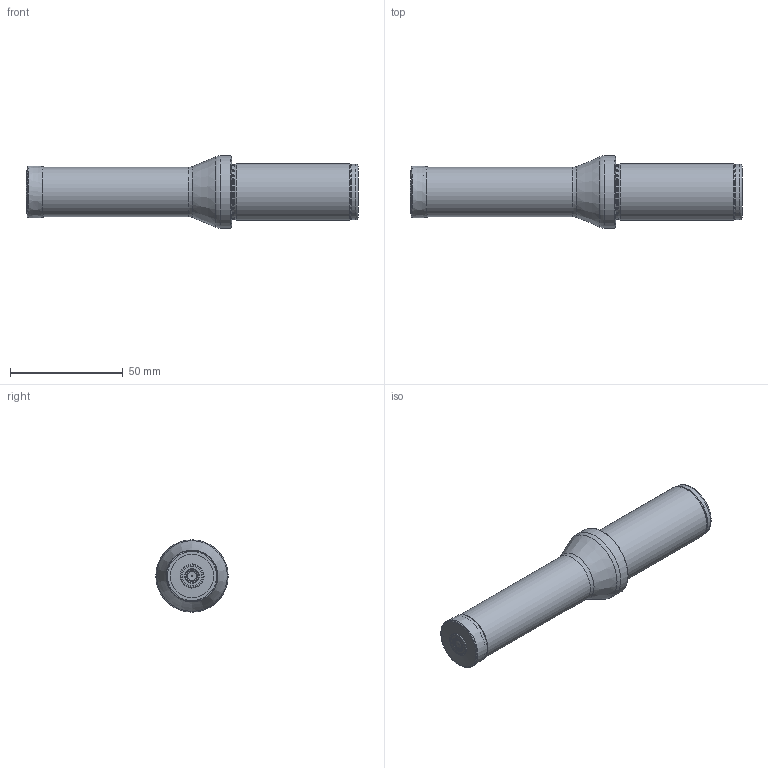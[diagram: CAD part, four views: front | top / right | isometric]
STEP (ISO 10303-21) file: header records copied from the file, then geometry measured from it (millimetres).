
FILE_DESCRIPTION(/* description */ (''),/* implementation_level */ '2;1');
FILE_NAME(/* name */ 'ATUM-23XD3-880-0403...stp',/* time_stamp */ '2023-11-29T01:22:43+03:00',/* author */ (''),/* organization */ (''),/* preprocessor_version */ 'ST-DEVELOPER v19.4',/* originating_system */ 'SIEMENS PLM Software NX2306.3001',/* authorisation */ '');
FILE_SCHEMA (('AUTOMOTIVE_DESIGN { 1 0 10303 214 3 1 1 1 }'));
Length unit declared in the file: millimetre
Products named in the file (1): STP_ATUM 23XD3 880-0403..
Bounding box: 146.99 x 32 x 32 mm (x, y, z)
Volume: 69448.6 mm3; surface area: 13461.7 mm2
Topology: 2 solids, 2 shells, 44 faces, 101 edges, 62 vertices
Faces by surface type: revolution 15, torus 8, cone 6, plane 5, cylinder 5, bspline 5
Full cylindrical faces by diameter (mm): 22 x1, 24.5 x2, 25 x1, 32 x1
Entity records: 1635 total; most frequent: CARTESIAN_POINT 882, DIRECTION 150, EDGE_LOOP 84, ORIENTED_EDGE 84, FACE_BOUND 80, AXIS2_PLACEMENT_3D 65, ADVANCED_FACE 44, VERTEX_POINT 42
